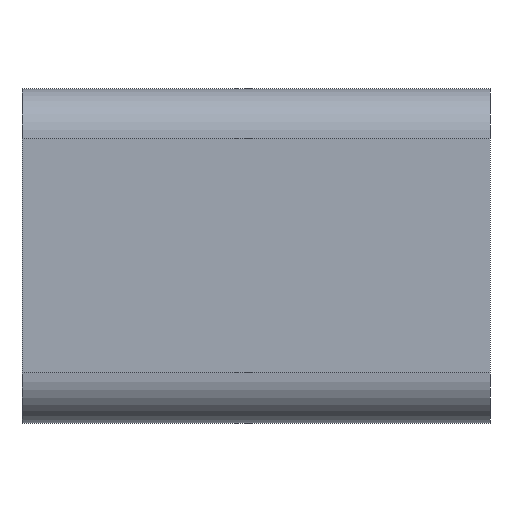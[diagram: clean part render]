
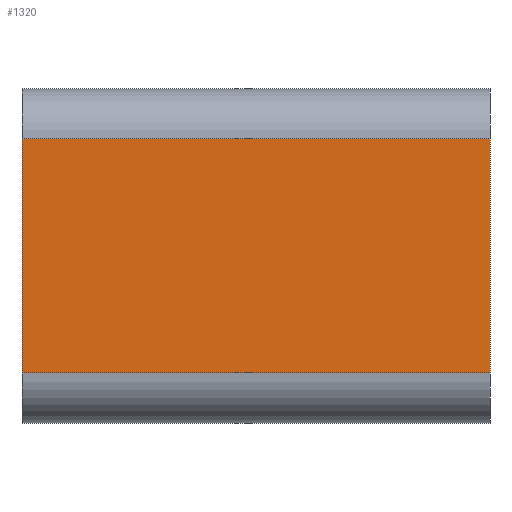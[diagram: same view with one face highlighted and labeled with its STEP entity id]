
A CAD part, front view. The second image highlights one B-rep face of the part: STEP entity #1320.
In plain terms, the highlighted planar face has unit normal (0, -1, 0).
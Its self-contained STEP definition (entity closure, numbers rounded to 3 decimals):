
#103=PLANE('',#1439);
#175=FACE_OUTER_BOUND('',#259,.T.);
#259=EDGE_LOOP('',(#1208,#1209,#1210,#1211));
#391=LINE('',#2084,#541);
#413=LINE('',#2168,#563);
#414=LINE('',#2171,#564);
#415=LINE('',#2173,#565);
#541=VECTOR('',#1685,10.);
#563=VECTOR('',#1783,10.);
#564=VECTOR('',#1788,10.);
#565=VECTOR('',#1791,10.);
#664=VERTEX_POINT('',#2081);
#665=VERTEX_POINT('',#2083);
#688=VERTEX_POINT('',#2165);
#689=VERTEX_POINT('',#2167);
#824=EDGE_CURVE('',#665,#664,#391,.T.);
#864=EDGE_CURVE('',#688,#689,#413,.T.);
#866=EDGE_CURVE('',#689,#664,#414,.T.);
#867=EDGE_CURVE('',#665,#688,#415,.T.);
#1208=ORIENTED_EDGE('',*,*,#866,.F.);
#1209=ORIENTED_EDGE('',*,*,#864,.F.);
#1210=ORIENTED_EDGE('',*,*,#867,.F.);
#1211=ORIENTED_EDGE('',*,*,#824,.T.);
#1320=ADVANCED_FACE('',(#175),#103,.T.);
#1439=AXIS2_PLACEMENT_3D('',#2172,#1789,#1790);
#1685=DIRECTION('',(0.,0.,-1.));
#1783=DIRECTION('',(0.,0.,-1.));
#1788=DIRECTION('',(-1.,0.,0.));
#1789=DIRECTION('center_axis',(0.,-1.,0.));
#1790=DIRECTION('ref_axis',(0.,0.,-1.));
#1791=DIRECTION('',(1.,0.,0.));
#2081=CARTESIAN_POINT('',(0.,-107.,-7.));
#2083=CARTESIAN_POINT('',(0.,-107.,7.));
#2084=CARTESIAN_POINT('',(0.,-107.,10.));
#2165=CARTESIAN_POINT('',(28.,-107.,7.));
#2167=CARTESIAN_POINT('',(28.,-107.,-7.));
#2168=CARTESIAN_POINT('',(28.,-107.,10.));
#2171=CARTESIAN_POINT('',(0.,-107.,-7.));
#2172=CARTESIAN_POINT('Origin',(0.,-107.,10.));
#2173=CARTESIAN_POINT('',(0.,-107.,7.));
